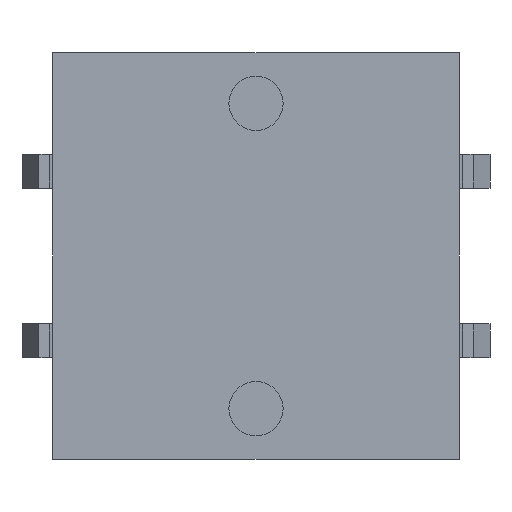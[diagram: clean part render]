
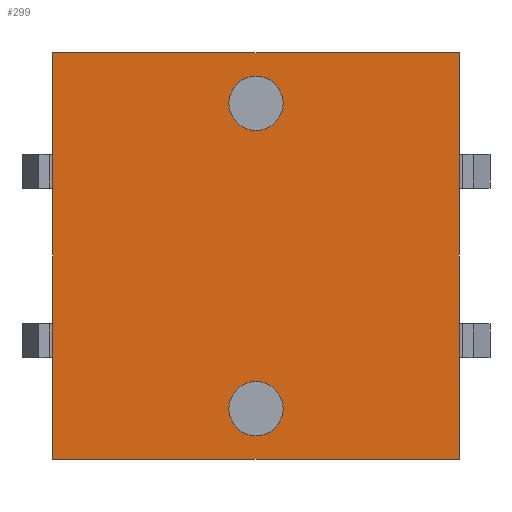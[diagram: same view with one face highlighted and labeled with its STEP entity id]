
A CAD part, front view. The second image highlights one B-rep face of the part: STEP entity #299.
In plain terms, the highlighted planar face has unit normal (0, -1, 0).
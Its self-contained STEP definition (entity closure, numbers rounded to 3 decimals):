
#299=ADVANCED_FACE('NONE',(#597,#598,#599),#600,.F.);
#597=FACE_OUTER_BOUND('',#889,.T.);
#598=FACE_BOUND('',#890,.T.);
#599=FACE_BOUND('',#891,.T.);
#600=PLANE('',#892);
#889=EDGE_LOOP('',(#1657,#1658,#1659,#1660));
#890=EDGE_LOOP('',(#1661,#1662));
#891=EDGE_LOOP('',(#1663,#1664));
#892=AXIS2_PLACEMENT_3D('',#1665,#1666,#1667);
#1657=ORIENTED_EDGE('',*,*,#1961,.F.);
#1658=ORIENTED_EDGE('',*,*,#1959,.F.);
#1659=ORIENTED_EDGE('',*,*,#1954,.F.);
#1660=ORIENTED_EDGE('',*,*,#1964,.F.);
#1661=ORIENTED_EDGE('',*,*,#1966,.F.);
#1662=ORIENTED_EDGE('',*,*,#1726,.F.);
#1663=ORIENTED_EDGE('',*,*,#1952,.F.);
#1664=ORIENTED_EDGE('',*,*,#1731,.F.);
#1665=CARTESIAN_POINT('',(-6.0,0.,6.0));
#1666=DIRECTION('',(0.,1.0,0.));
#1667=DIRECTION('',(1.0,0.0,0.));
#1726=EDGE_CURVE('NONE',#2051,#2053,#2054,.T.);
#1731=EDGE_CURVE('NONE',#2060,#2062,#2063,.T.);
#1952=EDGE_CURVE('NONE',#2062,#2060,#2388,.T.);
#1954=EDGE_CURVE('NONE',#2390,#2391,#2392,.T.);
#1959=EDGE_CURVE('NONE',#2391,#2396,#2398,.T.);
#1961=EDGE_CURVE('NONE',#2396,#2400,#2401,.T.);
#1964=EDGE_CURVE('NONE',#2400,#2390,#2404,.T.);
#1966=EDGE_CURVE('NONE',#2053,#2051,#2406,.T.);
#2051=VERTEX_POINT('NONE',#2519);
#2053=VERTEX_POINT('NONE',#2522);
#2054=CIRCLE('',#2523,0.8);
#2060=VERTEX_POINT('NONE',#2530);
#2062=VERTEX_POINT('NONE',#2533);
#2063=CIRCLE('',#2534,0.8);
#2388=CIRCLE('',#2994,0.8);
#2390=VERTEX_POINT('NONE',#2996);
#2391=VERTEX_POINT('NONE',#2997);
#2392=LINE('',#2998,#2999);
#2396=VERTEX_POINT('NONE',#3005);
#2398=LINE('',#3008,#3009);
#2400=VERTEX_POINT('NONE',#3011);
#2401=LINE('',#3012,#3013);
#2404=LINE('',#3017,#3018);
#2406=CIRCLE('',#3020,0.8);
#2519=CARTESIAN_POINT('',(0.8,0.,-4.5));
#2522=CARTESIAN_POINT('',(-0.8,0.,-4.5));
#2523=AXIS2_PLACEMENT_3D('',#3079,#3080,#3081);
#2530=CARTESIAN_POINT('',(0.8,0.,4.5));
#2533=CARTESIAN_POINT('',(-0.8,0.,4.5));
#2534=AXIS2_PLACEMENT_3D('',#3087,#3088,#3089);
#2994=AXIS2_PLACEMENT_3D('',#3291,#3292,#3293);
#2996=CARTESIAN_POINT('',(-6.0,0.,-6.0));
#2997=CARTESIAN_POINT('',(-6.0,0.,6.0));
#2998=CARTESIAN_POINT('',(-6.0,0.,6.0));
#2999=VECTOR('',#3294,1000.0);
#3005=CARTESIAN_POINT('',(6.0,0.,6.0));
#3008=CARTESIAN_POINT('',(-6.0,0.,6.0));
#3009=VECTOR('',#3298,1000.0);
#3011=CARTESIAN_POINT('',(6.0,0.,-6.0));
#3012=CARTESIAN_POINT('',(6.0,0.,6.0));
#3013=VECTOR('',#3299,1000.0);
#3017=CARTESIAN_POINT('',(-6.0,0.,-6.0));
#3018=VECTOR('',#3301,1000.0);
#3020=AXIS2_PLACEMENT_3D('',#3302,#3303,#3304);
#3079=CARTESIAN_POINT('',(0.,0.,-4.5));
#3080=DIRECTION('',(0.,-1.0,-0.0));
#3081=DIRECTION('',(-1.0,0.,0.0));
#3087=CARTESIAN_POINT('',(0.,0.,4.5));
#3088=DIRECTION('',(0.,-1.0,-0.0));
#3089=DIRECTION('',(-1.0,0.,0.0));
#3291=CARTESIAN_POINT('',(0.,0.,4.5));
#3292=DIRECTION('',(0.,-1.0,-0.0));
#3293=DIRECTION('',(-1.0,0.,0.0));
#3294=DIRECTION('',(0.0,0.0,1.0));
#3298=DIRECTION('',(1.0,0.,-0.0));
#3299=DIRECTION('',(-0.0,-0.0,-1.0));
#3301=DIRECTION('',(-1.0,0.,0.0));
#3302=CARTESIAN_POINT('',(0.,0.,-4.5));
#3303=DIRECTION('',(0.,-1.0,-0.0));
#3304=DIRECTION('',(-1.0,0.,0.0));
